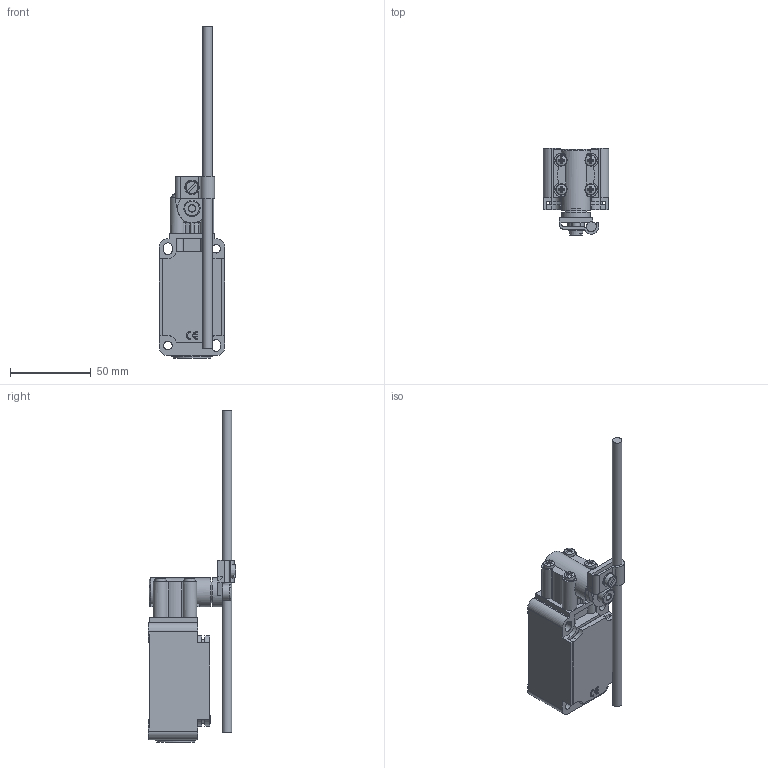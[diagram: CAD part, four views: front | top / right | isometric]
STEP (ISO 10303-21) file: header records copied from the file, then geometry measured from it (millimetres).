
FILE_DESCRIPTION (( 'STEP AP214' ), '1' );
FILE_NAME ('Z4V10H-336-11Z.STEP', '2021-01-18T18:57:45', ( '' ), ( '' ), 'SwSTEP 2.0', 'SolidWorks 2019', '' );
FILE_SCHEMA (( 'AUTOMOTIVE_DESIGN' ));
Length unit declared in the file: inch
Products named in the file (1): Z4V10H-336-11Z
Bounding box: 40.5 x 54.1 x 205.7 mm (x, y, z)
Volume: 127504.9 mm3; surface area: 29901.8 mm2
Topology: 3 solids, 3 shells, 340 faces, 828 edges, 515 vertices
Faces by surface type: plane 238, cylinder 79, bspline 13, cone 10
Full cylindrical faces by diameter (mm): 5 x1, 5.3 x2, 6 x1, 9 x1, 10 x2, 16.5 x1, 17 x1, 18 x2, 23.3 x1, 25 x1
Entity records: 11301 total; most frequent: CARTESIAN_POINT 3518, ORIENTED_EDGE 1588, DIRECTION 1548, EDGE_CURVE 794, LINE 516, VECTOR 516, AXIS2_PLACEMENT_3D 516, VERTEX_POINT 504
